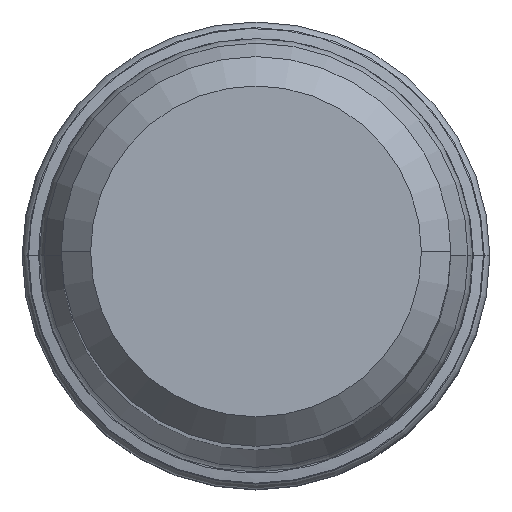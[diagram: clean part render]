
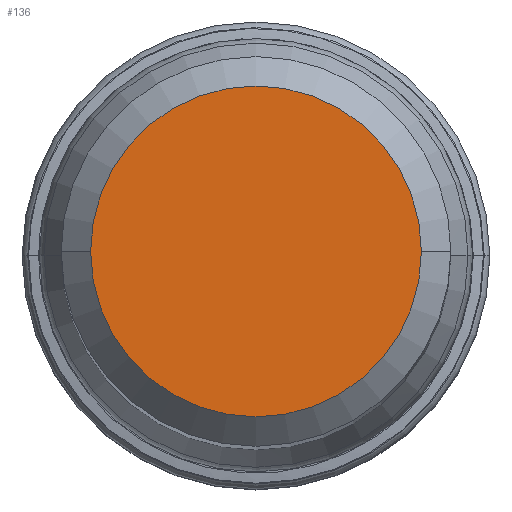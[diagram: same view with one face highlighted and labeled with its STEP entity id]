
A CAD part, top view. The second image highlights one B-rep face of the part: STEP entity #136.
In plain terms, the highlighted planar face has unit normal (0, 0, 1).
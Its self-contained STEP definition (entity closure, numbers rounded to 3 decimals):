
#32=PLANE('',#1128);
#136=ADVANCED_FACE('',(#202),#32,.F.);
#202=FACE_OUTER_BOUND('',#260,.T.);
#260=EDGE_LOOP('',(#448,#449,#450,#451));
#448=ORIENTED_EDGE('',*,*,#720,.T.);
#449=ORIENTED_EDGE('',*,*,#721,.T.);
#450=ORIENTED_EDGE('',*,*,#722,.T.);
#451=ORIENTED_EDGE('',*,*,#723,.T.);
#601=VERTEX_POINT('',#2226);
#602=VERTEX_POINT('',#2227);
#603=VERTEX_POINT('',#2229);
#604=VERTEX_POINT('',#2231);
#720=EDGE_CURVE('',#601,#602,#859,.T.);
#721=EDGE_CURVE('',#602,#603,#860,.T.);
#722=EDGE_CURVE('',#603,#604,#861,.T.);
#723=EDGE_CURVE('',#604,#601,#862,.T.);
#859=CIRCLE('',#1124,6.738);
#860=CIRCLE('',#1125,6.738);
#861=CIRCLE('',#1126,6.738);
#862=CIRCLE('',#1127,6.738);
#1124=AXIS2_PLACEMENT_3D('',#2225,#1358,#1359);
#1125=AXIS2_PLACEMENT_3D('',#2228,#1360,#1361);
#1126=AXIS2_PLACEMENT_3D('',#2230,#1362,#1363);
#1127=AXIS2_PLACEMENT_3D('',#2232,#1364,#1365);
#1128=AXIS2_PLACEMENT_3D('',#2233,#1366,#1367);
#1358=DIRECTION('',(0.,0.,1.));
#1359=DIRECTION('',(0.,1.,0.));
#1360=DIRECTION('',(0.,0.,1.));
#1361=DIRECTION('',(-1.,0.,0.));
#1362=DIRECTION('',(0.,0.,1.));
#1363=DIRECTION('',(0.,-1.,0.));
#1364=DIRECTION('',(0.,0.,1.));
#1365=DIRECTION('',(1.,0.,0.));
#1366=DIRECTION('',(0.,0.,-1.));
#1367=DIRECTION('',(-1.,0.,0.));
#2225=CARTESIAN_POINT('',(0.,0.,30.92));
#2226=CARTESIAN_POINT('',(0.,6.738,30.92));
#2227=CARTESIAN_POINT('',(-6.737,0.,30.92));
#2228=CARTESIAN_POINT('',(0.,0.,30.92));
#2229=CARTESIAN_POINT('',(0.,-6.738,30.92));
#2230=CARTESIAN_POINT('',(0.,0.,30.92));
#2231=CARTESIAN_POINT('',(6.738,0.,30.92));
#2232=CARTESIAN_POINT('',(0.,0.,30.92));
#2233=CARTESIAN_POINT('',(0.,0.,30.92));
